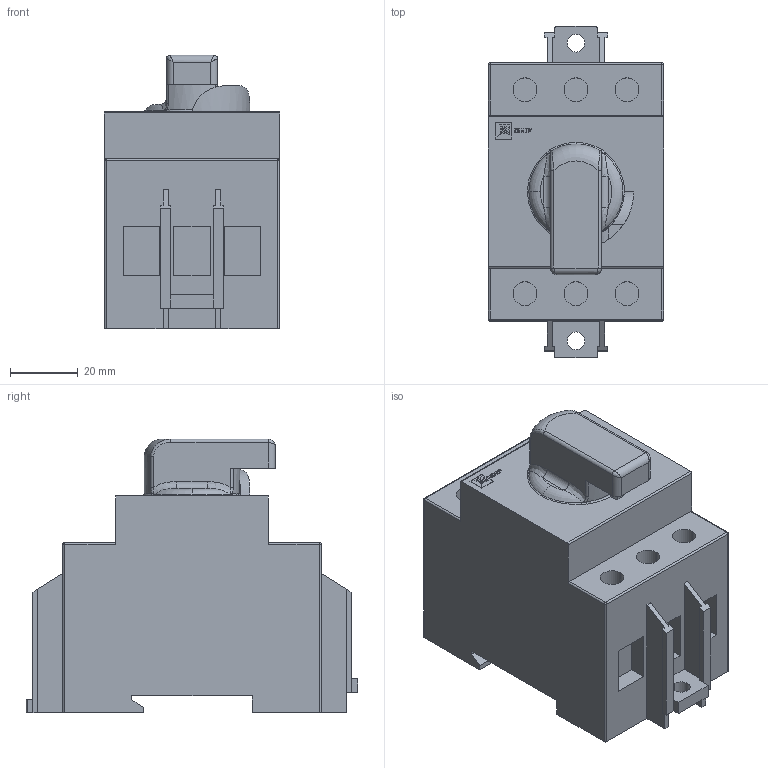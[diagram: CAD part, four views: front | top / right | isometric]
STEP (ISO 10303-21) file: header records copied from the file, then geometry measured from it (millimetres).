
FILE_DESCRIPTION (( 'STEP AP203' ), '1' );
FILE_NAME ('Ðóáèëüíèê ìîäóëüíûé MS-63À (ms-63d).STEP', '2018-09-04T06:59:05', ( '' ), ( '' ), 'SwSTEP 2.0', 'SolidWorks 2017', '' );
FILE_SCHEMA (( 'CONFIG_CONTROL_DESIGN' ));
Length unit declared in the file: millimetre
Products named in the file (1): Ðóáèëüíèê ìîäóëüíûé MS-63À (ms-63d)
Bounding box: 51.5 x 97.6 x 80.5 mm (x, y, z)
Volume: 224474.2 mm3; surface area: 32101.6 mm2
Topology: 1 solids, 1 shells, 266 faces, 692 edges, 444 vertices
Faces by surface type: plane 160, cylinder 59, bspline 34, torus 9, sphere 4
Entity records: 9557 total; most frequent: CARTESIAN_POINT 3163, ORIENTED_EDGE 1372, DIRECTION 1196, EDGE_CURVE 686, VECTOR 470, LINE 470, VERTEX_POINT 444, AXIS2_PLACEMENT_3D 363
